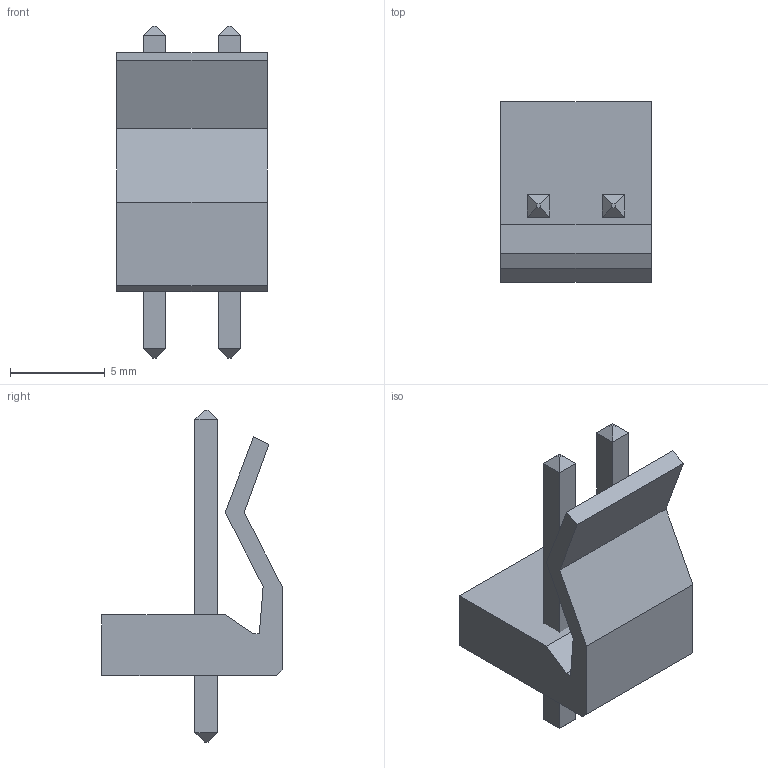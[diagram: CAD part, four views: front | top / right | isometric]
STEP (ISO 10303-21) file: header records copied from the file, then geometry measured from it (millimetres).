
FILE_DESCRIPTION(('FreeCAD Model'),'2;1');
FILE_NAME('CONN_NCW396-02S.step','2020-01-19T18:44:29',('Author'),(''), 'Open CASCADE STEP processor 7.3','FreeCAD','Unknown');
FILE_SCHEMA(('AUTOMOTIVE_DESIGN { 1 0 10303 214 1 1 1 1 }'));
Length unit declared in the file: millimetre
Products named in the file (6): LinearExtrude; Group; cube003; cube001; cube; cube002
Bounding box: 7.92 x 9.5 x 17.5 mm (x, y, z)
Volume: 402.2 mm3; surface area: 800.8 mm2
Topology: 7 solids, 7 shells, 67 faces, 143 edges, 90 vertices
Faces by surface type: plane 67
Entity records: 3905 total; most frequent: CARTESIAN_POINT 587, DIRECTION 565, LINE 429, VECTOR 429, ORIENTED_EDGE 286, PCURVE 286, DEFINITIONAL_REPRESENTATION 286, EDGE_CURVE 143
